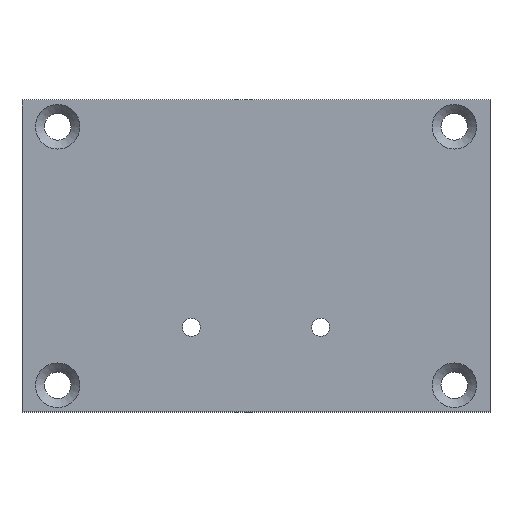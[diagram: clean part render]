
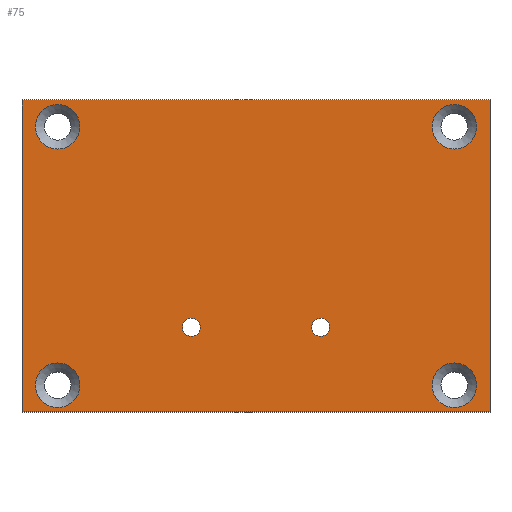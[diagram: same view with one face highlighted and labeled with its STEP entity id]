
A CAD part, top view. The second image highlights one B-rep face of the part: STEP entity #75.
In plain terms, the highlighted planar face has unit normal (0, 0, 1).
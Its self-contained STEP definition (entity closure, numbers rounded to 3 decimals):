
#24 = VERTEX_POINT('',#25);
#25 = CARTESIAN_POINT('',(-6.25,-8.,117.5));
#31 = EDGE_CURVE('',#24,#24,#32,.T.);
#32 = CIRCLE('',#33,1.);
#33 = AXIS2_PLACEMENT_3D('',#34,#35,#36);
#34 = CARTESIAN_POINT('',(-7.25,-8.,117.5));
#35 = DIRECTION('',(0.,0.,1.));
#36 = DIRECTION('',(1.,0.,0.));
#75 = ADVANCED_FACE('',(#76,#87,#121,#124,#135,#146,#157),#168,.T.);
#76 = FACE_BOUND('',#77,.T.);
#77 = EDGE_LOOP('',(#78));
#78 = ORIENTED_EDGE('',*,*,#79,.F.);
#79 = EDGE_CURVE('',#80,#80,#82,.T.);
#80 = VERTEX_POINT('',#81);
#81 = CARTESIAN_POINT('',(24.75,-14.5,117.5));
#82 = CIRCLE('',#83,2.5);
#83 = AXIS2_PLACEMENT_3D('',#84,#85,#86);
#84 = CARTESIAN_POINT('',(22.25,-14.5,117.5));
#85 = DIRECTION('',(0.,0.,1.));
#86 = DIRECTION('',(1.,0.,0.));
#87 = FACE_BOUND('',#88,.T.);
#88 = EDGE_LOOP('',(#89,#99,#107,#115));
#89 = ORIENTED_EDGE('',*,*,#90,.T.);
#90 = EDGE_CURVE('',#91,#93,#95,.T.);
#91 = VERTEX_POINT('',#92);
#92 = CARTESIAN_POINT('',(-26.25,17.5,117.5));
#93 = VERTEX_POINT('',#94);
#94 = CARTESIAN_POINT('',(-26.25,-17.5,117.5));
#95 = LINE('',#96,#97);
#96 = CARTESIAN_POINT('',(-26.25,17.5,117.5));
#97 = VECTOR('',#98,1.);
#98 = DIRECTION('',(0.,-1.,0.));
#99 = ORIENTED_EDGE('',*,*,#100,.T.);
#100 = EDGE_CURVE('',#93,#101,#103,.T.);
#101 = VERTEX_POINT('',#102);
#102 = CARTESIAN_POINT('',(26.25,-17.5,117.5));
#103 = LINE('',#104,#105);
#104 = CARTESIAN_POINT('',(-26.25,-17.5,117.5));
#105 = VECTOR('',#106,1.);
#106 = DIRECTION('',(1.,0.,0.));
#107 = ORIENTED_EDGE('',*,*,#108,.T.);
#108 = EDGE_CURVE('',#101,#109,#111,.T.);
#109 = VERTEX_POINT('',#110);
#110 = CARTESIAN_POINT('',(26.25,17.5,117.5));
#111 = LINE('',#112,#113);
#112 = CARTESIAN_POINT('',(26.25,-17.5,117.5));
#113 = VECTOR('',#114,1.);
#114 = DIRECTION('',(0.,1.,0.));
#115 = ORIENTED_EDGE('',*,*,#116,.T.);
#116 = EDGE_CURVE('',#109,#91,#117,.T.);
#117 = LINE('',#118,#119);
#118 = CARTESIAN_POINT('',(26.25,17.5,117.5));
#119 = VECTOR('',#120,1.);
#120 = DIRECTION('',(-1.,0.,0.));
#121 = FACE_BOUND('',#122,.F.);
#122 = EDGE_LOOP('',(#123));
#123 = ORIENTED_EDGE('',*,*,#31,.T.);
#124 = FACE_BOUND('',#125,.F.);
#125 = EDGE_LOOP('',(#126));
#126 = ORIENTED_EDGE('',*,*,#127,.T.);
#127 = EDGE_CURVE('',#128,#128,#130,.T.);
#128 = VERTEX_POINT('',#129);
#129 = CARTESIAN_POINT('',(8.25,-8.,117.5));
#130 = CIRCLE('',#131,1.);
#131 = AXIS2_PLACEMENT_3D('',#132,#133,#134);
#132 = CARTESIAN_POINT('',(7.25,-8.,117.5));
#133 = DIRECTION('',(0.,0.,1.));
#134 = DIRECTION('',(1.,0.,0.));
#135 = FACE_BOUND('',#136,.T.);
#136 = EDGE_LOOP('',(#137));
#137 = ORIENTED_EDGE('',*,*,#138,.F.);
#138 = EDGE_CURVE('',#139,#139,#141,.T.);
#139 = VERTEX_POINT('',#140);
#140 = CARTESIAN_POINT('',(-19.75,-14.5,117.5));
#141 = CIRCLE('',#142,2.5);
#142 = AXIS2_PLACEMENT_3D('',#143,#144,#145);
#143 = CARTESIAN_POINT('',(-22.25,-14.5,117.5));
#144 = DIRECTION('',(0.,0.,1.));
#145 = DIRECTION('',(1.,0.,0.));
#146 = FACE_BOUND('',#147,.T.);
#147 = EDGE_LOOP('',(#148));
#148 = ORIENTED_EDGE('',*,*,#149,.F.);
#149 = EDGE_CURVE('',#150,#150,#152,.T.);
#150 = VERTEX_POINT('',#151);
#151 = CARTESIAN_POINT('',(-19.75,14.5,117.5));
#152 = CIRCLE('',#153,2.5);
#153 = AXIS2_PLACEMENT_3D('',#154,#155,#156);
#154 = CARTESIAN_POINT('',(-22.25,14.5,117.5));
#155 = DIRECTION('',(0.,0.,1.));
#156 = DIRECTION('',(1.,0.,0.));
#157 = FACE_BOUND('',#158,.T.);
#158 = EDGE_LOOP('',(#159));
#159 = ORIENTED_EDGE('',*,*,#160,.F.);
#160 = EDGE_CURVE('',#161,#161,#163,.T.);
#161 = VERTEX_POINT('',#162);
#162 = CARTESIAN_POINT('',(24.75,14.5,117.5));
#163 = CIRCLE('',#164,2.5);
#164 = AXIS2_PLACEMENT_3D('',#165,#166,#167);
#165 = CARTESIAN_POINT('',(22.25,14.5,117.5));
#166 = DIRECTION('',(0.,0.,1.));
#167 = DIRECTION('',(1.,0.,0.));
#168 = PLANE('',#169);
#169 = AXIS2_PLACEMENT_3D('',#170,#171,#172);
#170 = CARTESIAN_POINT('',(0.,-0.384,117.5));
#171 = DIRECTION('',(0.,0.,1.));
#172 = DIRECTION('',(1.,0.,0.));
